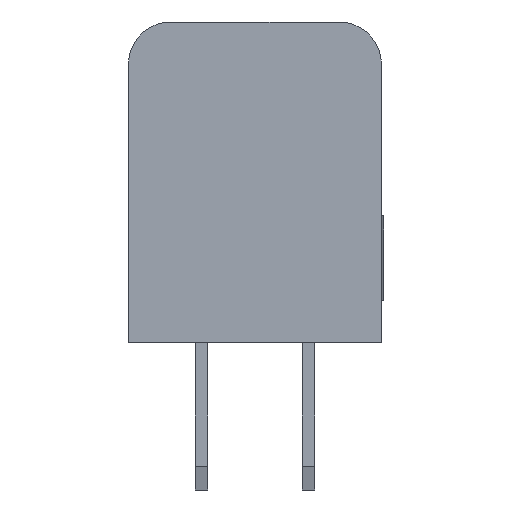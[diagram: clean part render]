
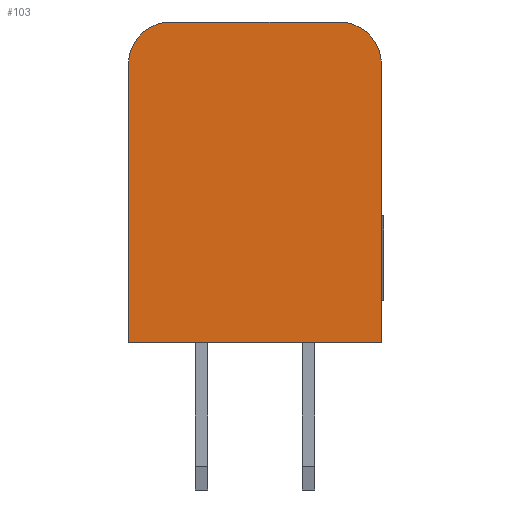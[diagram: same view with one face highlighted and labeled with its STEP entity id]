
A CAD part, left-side view. The second image highlights one B-rep face of the part: STEP entity #103.
In plain terms, the highlighted planar face has unit normal (-1, 0, 0).
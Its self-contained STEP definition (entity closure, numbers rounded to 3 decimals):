
#103=ADVANCED_FACE('',(#3283),#3285,.T.);
#3283=FACE_BOUND('',#3284,.T.);
#3284=EDGE_LOOP('',(#5866,#5867,#5868,#5869,#5870,#5871));
#3285=PLANE('',#3286);
#3286=AXIS2_PLACEMENT_3D('',#3287,#3288,#3289);
#3287=CARTESIAN_POINT('',(-3.82,0.,0.));
#3288=DIRECTION('',(-1.,0.,0.));
#3289=DIRECTION('',(0.,0.,1.));
#5866=ORIENTED_EDGE('',*,*,#7677,.F.);
#5867=ORIENTED_EDGE('',*,*,#7678,.T.);
#5868=ORIENTED_EDGE('',*,*,#7679,.T.);
#5869=ORIENTED_EDGE('',*,*,#7643,.T.);
#5870=ORIENTED_EDGE('',*,*,#7676,.F.);
#5871=ORIENTED_EDGE('',*,*,#7680,.T.);
#7643=EDGE_CURVE('',#8554,#8552,#8555,.T.);
#7676=EDGE_CURVE('',#8614,#8552,#8616,.F.);
#7677=EDGE_CURVE('',#8617,#8618,#8619,.F.);
#7678=EDGE_CURVE('',#8617,#8620,#8621,.T.);
#7679=EDGE_CURVE('',#8620,#8554,#8622,.T.);
#7680=EDGE_CURVE('',#8614,#8618,#8623,.T.);
#8552=VERTEX_POINT('',#10067);
#8554=VERTEX_POINT('',#10071);
#8555=LINE('',#10072,#10073);
#8614=VERTEX_POINT('',#10212);
#8616=CIRCLE('',#10216,1.);
#8617=VERTEX_POINT('',#10220);
#8618=VERTEX_POINT('',#10221);
#8619=CIRCLE('',#10222,1.);
#8620=VERTEX_POINT('',#10226);
#8621=LINE('',#10227,#10228);
#8622=LINE('',#10230,#10231);
#8623=LINE('',#10233,#10234);
#10067=CARTESIAN_POINT('',(-3.82,-1.73,6.6));
#10071=CARTESIAN_POINT('',(-3.82,-1.73,0.));
#10072=CARTESIAN_POINT('',(-3.82,-1.73,0.));
#10073=VECTOR('',#10074,1.);
#10074=DIRECTION('',(0.,0.,1.));
#10212=CARTESIAN_POINT('',(-3.82,-0.73,7.6));
#10216=AXIS2_PLACEMENT_3D('',#10217,#10218,#10219);
#10217=CARTESIAN_POINT('',(-3.82,-0.73,6.6));
#10218=DIRECTION('',(-1.,0.,0.));
#10219=DIRECTION('',(0.,-1.,0.));
#10220=CARTESIAN_POINT('',(-3.82,4.27,6.6));
#10221=CARTESIAN_POINT('',(-3.82,3.27,7.6));
#10222=AXIS2_PLACEMENT_3D('',#10223,#10224,#10225);
#10223=CARTESIAN_POINT('',(-3.82,3.27,6.6));
#10224=DIRECTION('',(-1.,0.,0.));
#10225=DIRECTION('',(0.,0.,1.));
#10226=CARTESIAN_POINT('',(-3.82,4.27,0.));
#10227=CARTESIAN_POINT('',(-3.82,4.27,6.6));
#10228=VECTOR('',#10229,1.);
#10229=DIRECTION('',(0.,0.,-1.));
#10230=CARTESIAN_POINT('',(-3.82,4.27,0.));
#10231=VECTOR('',#10232,1.);
#10232=DIRECTION('',(0.,-1.,0.));
#10233=CARTESIAN_POINT('',(-3.82,-0.73,7.6));
#10234=VECTOR('',#10235,1.);
#10235=DIRECTION('',(0.,1.,0.));
